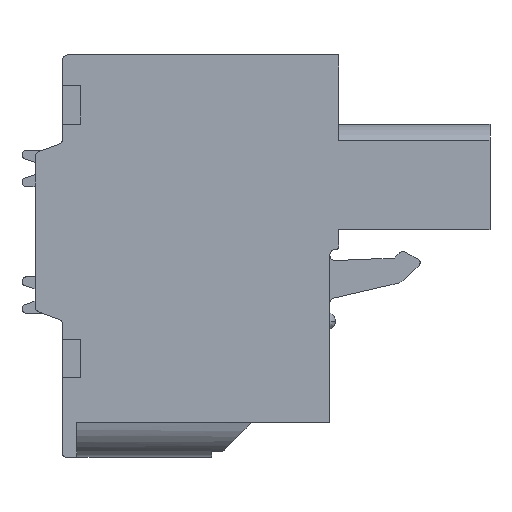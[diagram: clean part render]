
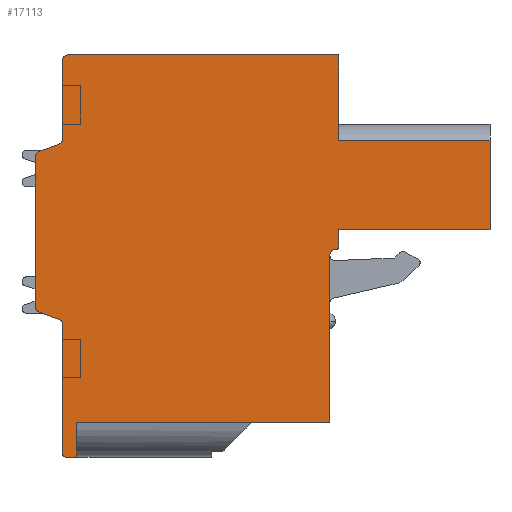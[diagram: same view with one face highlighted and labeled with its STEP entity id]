
A CAD part, front view. The second image highlights one B-rep face of the part: STEP entity #17113.
In plain terms, the highlighted planar face has unit normal (0, -1, 0).
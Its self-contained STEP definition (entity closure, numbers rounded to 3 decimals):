
#1543=DIRECTION('',(0.,0.,1.));
#1544=VECTOR('',#1543,4.7);
#1545=CARTESIAN_POINT('',(4.181,-65.94,6.775));
#1546=LINE('',#1545,#1544);
#1663=DIRECTION('',(-1.,0.,0.));
#1664=VECTOR('',#1663,8.3);
#1665=CARTESIAN_POINT('',(12.481,-65.94,6.775));
#1666=LINE('',#1665,#1664);
#1667=DIRECTION('',(0.,0.,-1.));
#1668=VECTOR('',#1667,4.9);
#1669=CARTESIAN_POINT('',(12.481,-65.94,6.775));
#1670=LINE('',#1669,#1668);
#1671=DIRECTION('',(-1.,0.,0.));
#1672=VECTOR('',#1671,8.3);
#1673=CARTESIAN_POINT('',(12.481,-65.94,1.875));
#1674=LINE('',#1673,#1672);
#1675=DIRECTION('',(0.,0.,-1.));
#1676=VECTOR('',#1675,0.901);
#1677=CARTESIAN_POINT('',(4.181,-65.94,1.875));
#1678=LINE('',#1677,#1676);
#1679=CARTESIAN_POINT('',(3.981,-65.94,0.974));
#1680=DIRECTION('',(0.,1.,0.));
#1681=DIRECTION('',(1.,0.,0.));
#1682=AXIS2_PLACEMENT_3D('',#1679,#1680,#1681);
#1684=CARTESIAN_POINT('',(3.981,-65.94,0.474));
#1685=DIRECTION('',(0.,-1.,0.));
#1686=DIRECTION('',(0.,0.,1.));
#1687=AXIS2_PLACEMENT_3D('',#1684,#1685,#1686);
#1689=DIRECTION('',(-1.,0.,0.));
#1690=VECTOR('',#1689,13.9);
#1691=CARTESIAN_POINT('',(3.681,-65.94,-8.725));
#1692=LINE('',#1691,#1690);
#1693=DIRECTION('',(0.,0.,-1.));
#1694=VECTOR('',#1693,1.9);
#1695=CARTESIAN_POINT('',(-10.219,-65.94,-8.725));
#1696=LINE('',#1695,#1694);
#1697=DIRECTION('',(-1.,0.,0.));
#1698=VECTOR('',#1697,0.6);
#1699=CARTESIAN_POINT('',(-10.219,-65.94,-10.625));
#1700=LINE('',#1699,#1698);
#1701=CARTESIAN_POINT('',(-10.819,-65.94,-10.425));
#1702=DIRECTION('',(0.,1.,0.));
#1703=DIRECTION('',(0.,0.,-1.));
#1704=AXIS2_PLACEMENT_3D('',#1701,#1702,#1703);
#1706=DIRECTION('',(0.,0.,1.));
#1707=VECTOR('',#1706,7.095);
#1708=CARTESIAN_POINT('',(-11.019,-65.94,-10.425));
#1709=LINE('',#1708,#1707);
#1710=CARTESIAN_POINT('',(-11.319,-65.94,-3.33));
#1711=DIRECTION('',(0.,-1.,0.));
#1712=DIRECTION('',(1.,0.,0.));
#1713=AXIS2_PLACEMENT_3D('',#1710,#1711,#1712);
#1715=DIRECTION('',(-0.94,0.,0.342));
#1716=VECTOR('',#1715,1.176);
#1717=CARTESIAN_POINT('',(-11.216,-65.94,-3.048));
#1718=LINE('',#1717,#1716);
#1719=CARTESIAN_POINT('',(-12.219,-65.94,-2.364));
#1720=DIRECTION('',(0.,1.,0.));
#1721=DIRECTION('',(-0.342,0.,-0.94));
#1722=AXIS2_PLACEMENT_3D('',#1719,#1720,#1721);
#1724=DIRECTION('',(0.,0.,1.));
#1725=VECTOR('',#1724,8.238);
#1726=CARTESIAN_POINT('',(-12.519,-65.94,-2.364));
#1727=LINE('',#1726,#1725);
#1728=CARTESIAN_POINT('',(-12.219,-65.94,5.874));
#1729=DIRECTION('',(0.,1.,0.));
#1730=DIRECTION('',(-1.,0.,0.));
#1731=AXIS2_PLACEMENT_3D('',#1728,#1729,#1730);
#1733=DIRECTION('',(0.94,0.,0.342));
#1734=VECTOR('',#1733,1.176);
#1735=CARTESIAN_POINT('',(-12.321,-65.94,6.156));
#1736=LINE('',#1735,#1734);
#1737=CARTESIAN_POINT('',(-11.319,-65.94,6.84));
#1738=DIRECTION('',(0.,-1.,0.));
#1739=DIRECTION('',(0.342,0.,-0.94));
#1740=AXIS2_PLACEMENT_3D('',#1737,#1738,#1739);
#1742=DIRECTION('',(0.,0.,1.));
#1743=VECTOR('',#1742,4.335);
#1744=CARTESIAN_POINT('',(-11.019,-65.94,6.84));
#1745=LINE('',#1744,#1743);
#1746=CARTESIAN_POINT('',(-10.719,-65.94,11.175));
#1747=DIRECTION('',(0.,1.,0.));
#1748=DIRECTION('',(-1.,0.,0.));
#1749=AXIS2_PLACEMENT_3D('',#1746,#1747,#1748);
#1751=DIRECTION('',(1.,0.,0.));
#1752=VECTOR('',#1751,14.9);
#1753=CARTESIAN_POINT('',(-10.719,-65.94,11.475));
#1754=LINE('',#1753,#1752);
#2505=DIRECTION('',(0.,0.,1.));
#2506=VECTOR('',#2505,9.199);
#2507=CARTESIAN_POINT('',(3.681,-65.94,-8.725));
#2508=LINE('',#2507,#2506);
#12177=CARTESIAN_POINT('',(-12.519,-65.94,-2.364));
#12178=CARTESIAN_POINT('',(-12.519,-65.94,5.874));
#12179=VERTEX_POINT('',#12177);
#12180=VERTEX_POINT('',#12178);
#12181=CARTESIAN_POINT('',(-12.321,-65.94,6.156));
#12182=VERTEX_POINT('',#12181);
#12183=CARTESIAN_POINT('',(-11.216,-65.94,6.558));
#12184=VERTEX_POINT('',#12183);
#12185=CARTESIAN_POINT('',(-11.019,-65.94,6.84));
#12186=VERTEX_POINT('',#12185);
#12187=CARTESIAN_POINT('',(-11.019,-65.94,11.175));
#12188=VERTEX_POINT('',#12187);
#12189=CARTESIAN_POINT('',(-10.719,-65.94,11.475));
#12190=VERTEX_POINT('',#12189);
#12191=CARTESIAN_POINT('',(4.181,-65.94,11.475));
#12192=VERTEX_POINT('',#12191);
#12193=CARTESIAN_POINT('',(3.681,-65.94,-8.725));
#12194=CARTESIAN_POINT('',(-10.219,-65.94,-8.725));
#12195=VERTEX_POINT('',#12193);
#12196=VERTEX_POINT('',#12194);
#12197=CARTESIAN_POINT('',(-10.219,-65.94,-10.625));
#12198=VERTEX_POINT('',#12197);
#12199=CARTESIAN_POINT('',(-10.819,-65.94,-10.625));
#12200=VERTEX_POINT('',#12199);
#12201=CARTESIAN_POINT('',(-11.019,-65.94,-10.425));
#12202=VERTEX_POINT('',#12201);
#12203=CARTESIAN_POINT('',(-11.019,-65.94,-3.33));
#12204=VERTEX_POINT('',#12203);
#12205=CARTESIAN_POINT('',(-11.216,-65.94,-3.048));
#12206=VERTEX_POINT('',#12205);
#12207=CARTESIAN_POINT('',(-12.321,-65.94,-2.646));
#12208=VERTEX_POINT('',#12207);
#12219=CARTESIAN_POINT('',(4.181,-65.94,0.974));
#12220=CARTESIAN_POINT('',(3.981,-65.94,0.774));
#12221=VERTEX_POINT('',#12219);
#12222=VERTEX_POINT('',#12220);
#12223=CARTESIAN_POINT('',(4.181,-65.94,1.875));
#12224=VERTEX_POINT('',#12223);
#12225=CARTESIAN_POINT('',(3.681,-65.94,0.474));
#12226=VERTEX_POINT('',#12225);
#12227=CARTESIAN_POINT('',(12.481,-65.94,1.875));
#12228=VERTEX_POINT('',#12227);
#13462=CARTESIAN_POINT('',(4.181,-65.94,6.775));
#13464=VERTEX_POINT('',#13462);
#13467=CARTESIAN_POINT('',(12.481,-65.94,6.775));
#13468=VERTEX_POINT('',#13467);
#17063=CARTESIAN_POINT('',(0.,-65.94,0.));
#17064=DIRECTION('',(0.,1.,0.));
#17065=DIRECTION('',(1.,0.,0.));
#17066=AXIS2_PLACEMENT_3D('',#17063,#17064,#17065);
#17067=PLANE('',#17066);
#17068=ORIENTED_EDGE('',*,*,#16994,.F.);
#17069=ORIENTED_EDGE('',*,*,#16071,.T.);
#17071=ORIENTED_EDGE('',*,*,#17070,.T.);
#17073=ORIENTED_EDGE('',*,*,#17072,.T.);
#17075=ORIENTED_EDGE('',*,*,#17074,.T.);
#17077=ORIENTED_EDGE('',*,*,#17076,.T.);
#17079=ORIENTED_EDGE('',*,*,#17078,.F.);
#17081=ORIENTED_EDGE('',*,*,#17080,.T.);
#17083=ORIENTED_EDGE('',*,*,#17082,.T.);
#17085=ORIENTED_EDGE('',*,*,#17084,.T.);
#17087=ORIENTED_EDGE('',*,*,#17086,.T.);
#17089=ORIENTED_EDGE('',*,*,#17088,.T.);
#17091=ORIENTED_EDGE('',*,*,#17090,.T.);
#17093=ORIENTED_EDGE('',*,*,#17092,.T.);
#17095=ORIENTED_EDGE('',*,*,#17094,.T.);
#17097=ORIENTED_EDGE('',*,*,#17096,.T.);
#17099=ORIENTED_EDGE('',*,*,#17098,.T.);
#17101=ORIENTED_EDGE('',*,*,#17100,.T.);
#17103=ORIENTED_EDGE('',*,*,#17102,.T.);
#17105=ORIENTED_EDGE('',*,*,#17104,.T.);
#17107=ORIENTED_EDGE('',*,*,#17106,.T.);
#17109=ORIENTED_EDGE('',*,*,#17108,.T.);
#17110=ORIENTED_EDGE('',*,*,#17008,.F.);
#17111=EDGE_LOOP('',(#17068,#17069,#17071,#17073,#17075,#17077,#17079,#17081,
#17083,#17085,#17087,#17089,#17091,#17093,#17095,#17097,#17099,#17101,#17103,
#17105,#17107,#17109,#17110));
#17112=FACE_OUTER_BOUND('',#17111,.F.);
#17113=ADVANCED_FACE('',(#17112),#17067,.F.);
#1683=CIRCLE('',#1682,0.2);
#1688=CIRCLE('',#1687,0.3);
#1705=CIRCLE('',#1704,0.2);
#1714=CIRCLE('',#1713,0.3);
#1723=CIRCLE('',#1722,0.3);
#1732=CIRCLE('',#1731,0.3);
#1741=CIRCLE('',#1740,0.3);
#1750=CIRCLE('',#1749,0.3);
#16071=EDGE_CURVE('',#13468,#12228,#1670,.T.);
#16994=EDGE_CURVE('',#13468,#13464,#1666,.T.);
#17008=EDGE_CURVE('',#13464,#12192,#1546,.T.);
#17070=EDGE_CURVE('',#12228,#12224,#1674,.T.);
#17072=EDGE_CURVE('',#12224,#12221,#1678,.T.);
#17074=EDGE_CURVE('',#12221,#12222,#1683,.T.);
#17076=EDGE_CURVE('',#12222,#12226,#1688,.T.);
#17078=EDGE_CURVE('',#12195,#12226,#2508,.T.);
#17080=EDGE_CURVE('',#12195,#12196,#1692,.T.);
#17082=EDGE_CURVE('',#12196,#12198,#1696,.T.);
#17084=EDGE_CURVE('',#12198,#12200,#1700,.T.);
#17086=EDGE_CURVE('',#12200,#12202,#1705,.T.);
#17088=EDGE_CURVE('',#12202,#12204,#1709,.T.);
#17090=EDGE_CURVE('',#12204,#12206,#1714,.T.);
#17092=EDGE_CURVE('',#12206,#12208,#1718,.T.);
#17094=EDGE_CURVE('',#12208,#12179,#1723,.T.);
#17096=EDGE_CURVE('',#12179,#12180,#1727,.T.);
#17098=EDGE_CURVE('',#12180,#12182,#1732,.T.);
#17100=EDGE_CURVE('',#12182,#12184,#1736,.T.);
#17102=EDGE_CURVE('',#12184,#12186,#1741,.T.);
#17104=EDGE_CURVE('',#12186,#12188,#1745,.T.);
#17106=EDGE_CURVE('',#12188,#12190,#1750,.T.);
#17108=EDGE_CURVE('',#12190,#12192,#1754,.T.);
